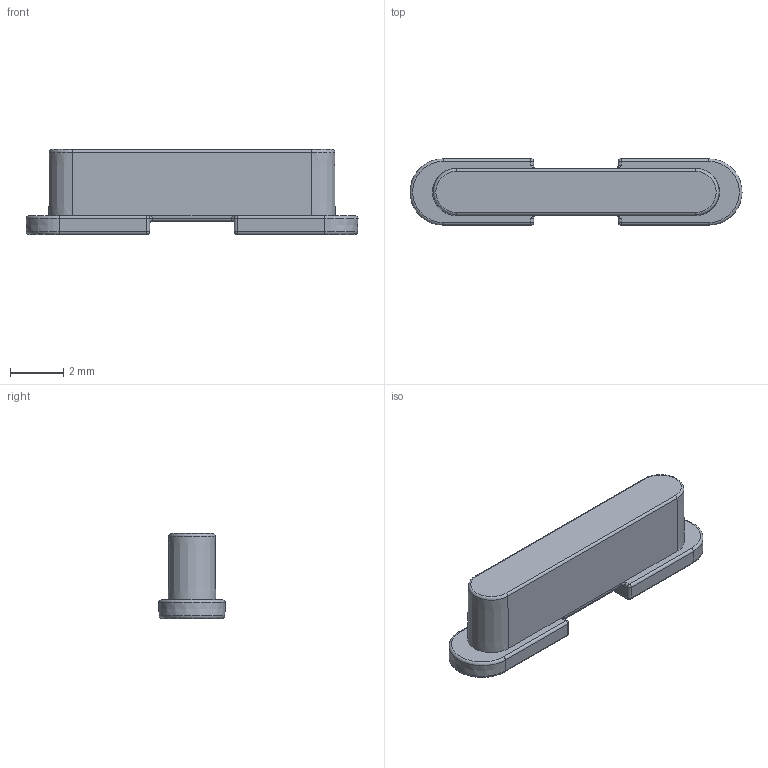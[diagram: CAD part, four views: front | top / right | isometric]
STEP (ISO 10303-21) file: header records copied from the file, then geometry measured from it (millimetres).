
FILE_DESCRIPTION(/* description */ (''),/* implementation_level */ '2;1');
FILE_NAME(/* name */ 'Button Cap.stp',/* time_stamp */ '2019-03-06T10:23:53-06:00',/* author */ ('Reynel J. Galindo'),/* organization */ ('Megahash'),/* preprocessor_version */ 'ST-DEVELOPER v16.5',/* originating_system */ 'Autodesk Inventor 2017',/* authorisation */ '');
FILE_SCHEMA (('AUTOMOTIVE_DESIGN { 1 0 10303 214 3 1 1 }'));
Length unit declared in the file: millimetre
Products named in the file (1): Button Cap
Bounding box: 12.5 x 2.5 x 3.2 mm (x, y, z)
Volume: 62.3 mm3; surface area: 128.9 mm2
Topology: 1 solids, 1 shells, 69 faces, 149 edges, 82 vertices
Faces by surface type: cylinder 27, plane 16, bspline 8, sphere 8, torus 6, cone 4
Entity records: 2093 total; most frequent: CARTESIAN_POINT 557, DIRECTION 343, ORIENTED_EDGE 298, EDGE_CURVE 149, AXIS2_PLACEMENT_3D 138, VERTEX_POINT 82, FACE_OUTER_BOUND 69, EDGE_LOOP 69
